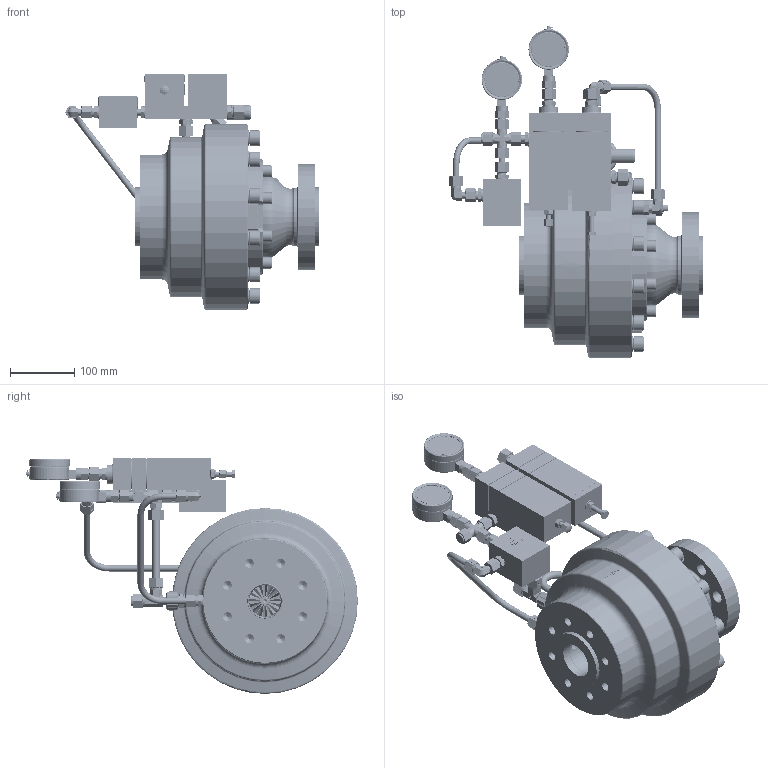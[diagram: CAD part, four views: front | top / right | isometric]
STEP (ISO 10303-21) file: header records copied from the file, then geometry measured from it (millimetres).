
FILE_DESCRIPTION (( 'STEP AP203' ), '1' );
FILE_NAME ('10013500.STEP', '2018-09-20T07:41:06', ( 'Honeywell' ), ( 'Honeywell' ), 'SwSTEP 2.0', 'SolidWorks 2015', '' );
FILE_SCHEMA (( 'CONFIG_CONTROL_DESIGN' ));
Length unit declared in the file: millimetre
Products named in the file (53): 10013533-SPK-001; 10013541; 14082-SPK-001; 18694-SPK-001; Sicherungsscheibe_VS-Firma_Schnorr_16; O-Ring_fuer_Altkonstruktion_O-Ring 2,62 x  10,77 NBR70; Dichtring_DIN7603_DIN 7603 - A 14 x 20 - Al; 10013534; 10013380-SPK-001; 30903-SPK-001; 10013527-SPK-001; O-Ring_fuer_Altkonstruktion_O-Ring 1,78 x 20,35 NBR70; Sicherungsring_DIN471_DIN471 - 13X1,0 - FST; 18353705-SPK-001; 27043-SPK-001; 30803-SPK-001; 10013530-SPK-001; O-Ring_fuer_Altkonstruktion_O-Ring 2,62 x  56,82 NBR70; RMG 650_zweistufig_mit_Filter_Membranmesswerk; 10013549; 27044-SPK-001; 30111-SPK-001; 10013387_BG 10012500; Zylinderschraube_ENISO4762_ENISO4762 M16 x 55 - A2; 12x1,5_L1_L2_L3..._L2_Pos.-214; 21025; 27063-SPK-001; 10021-SPK-001; 30804-SPK-001; Zylinderschraube_DIN7984_DIN7984 M 6 x 12 - A2; 12x1,5_L1_L2_L3..._L1_Pos.-215; O-Ring_fuer_Altkonstruktion_O-Ring 2,62 x 228,27 NBR70; 21009; 10013286-SPK-001; 10013531-SPK-001; 30904-SPK-001; Zylinderschraube_ENISO4762_ENISO4762 M12 x 40 - A2; 12x1,5_L1_L2_L3..._L3_Pos.-216; O-Ring_fuer_Altkonstruktion_O-Ring 1,78 x 18,77 NBR70; 10013535_Membran eingebaut ...
Assembly tree (125 placements, depth 2):
  10013500
    O-Ring_fuer_Altkonstruktion_O-Ring 2,62 x 228,27 NBR70
    O-Ring_fuer_Altkonstruktion_O-Ring 1,78 x 18,77 NBR70  x2
    O-Ring_fuer_Altkonstruktion_O-Ring 2,62 x 113,97 NBR70
    O-Ring_fuer_Altkonstruktion_O-Ring 5,33 x  56,52 NBR70  x2
    O-Ring_fuer_Altkonstruktion_O-Ring 2,62 x  10,77 NBR70
    O-Ring_fuer_Altkonstruktion_O-Ring 1,78 x 20,35 NBR70
    O-Ring_fuer_Altkonstruktion_O-Ring 2,62 x  56,82 NBR70  x2
    Zylinderschraube_ENISO4762_ENISO4762 M16 x 55 - A2  x12
    Zylinderschraube_DIN7984_DIN7984 M 6 x 12 - A2  x12
    Zylinderschraube_ENISO4762_ENISO4762 M12 x 40 - A2  x8
    Zylinderschraube_ENISO4762_ENISO4762 M 8 x 25 - A2
    Sicherungsscheibe_VS-Firma_Schnorr_12  x8
    Sicherungsscheibe_VS-Firma_Schnorr_16  x12
    10013527-SPK-001
    10013530-SPK-001
    10013387_BG 10012500
    30804-SPK-001  x3
    30904-SPK-001  x3
    30608-SPK-001
    30113-SPK-001
    18694-SPK-001
    30903-SPK-001  x5
    30803-SPK-001  x4
    30111-SPK-001  x2
    10021-SPK-001
    10013531-SPK-001
    31207-SPK-001  x3
    19140-SPK-001
    14082-SPK-001
    10013380-SPK-001
    27043-SPK-001
    27044-SPK-001
    27063-SPK-001
    10013286-SPK-001
    10013383
    10013384-SPK-001_neu_L3
    10013541
    10013534
    18353705-SPK-001
    10013549
    21025  x4
    21009  x2
    10013535_Membran eingebaut
    10013347_Geteilt_�14x8
    10013533-SPK-001
    Dichtring_DIN7603_DIN 7603 - A 14 x 20 - Al  x2
    Sicherungsring_DIN471_DIN471 - 13X1,0 - FST
    RMG 650_zweistufig_mit_Filter_Membranmesswerk
    12x1,5_L1_L2_L3..._L2_Pos.-214
    12x1,5_L1_L2_L3..._L1_Pos.-215
    12x1,5_L1_L2_L3..._L3_Pos.-216
    26347-SPK-001  x5
Bounding box: 395.61 x 517.77 x 368 mm (x, y, z)
Volume: 9889420.6 mm3; surface area: 1546327.8 mm2
Topology: 129 solids, 129 shells, 6555 faces, 15421 edges, 9370 vertices
Faces by surface type: plane 2647, cylinder 1964, cone 1379, torus 370, bspline 187, sphere 8
Entity records: 123786 total; most frequent: CARTESIAN_POINT 37399, DIRECTION 16512, ORIENTED_EDGE 16186, EDGE_CURVE 8093, AXIS2_PLACEMENT_3D 6610, VERTEX_POINT 4987, EDGE_LOOP 3940, FACE_OUTER_BOUND 3476
